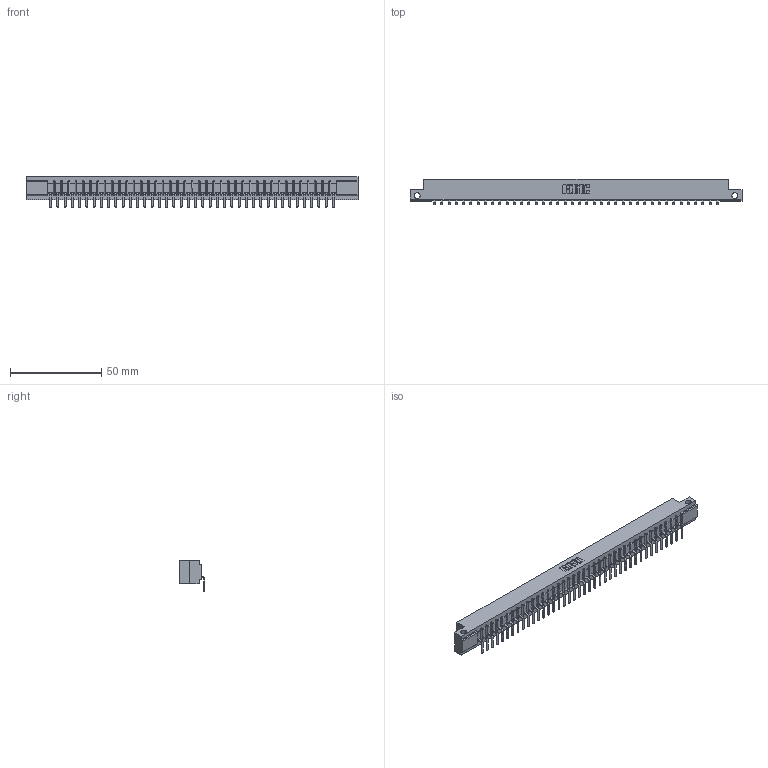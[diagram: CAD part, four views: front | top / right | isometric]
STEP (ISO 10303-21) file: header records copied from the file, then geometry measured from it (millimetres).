
FILE_DESCRIPTION (( 'STEP AP203' ), '1' );
FILE_NAME ('357-040-559-112.STEP', '2022-07-12T19:56:41', ( '' ), ( '' ), 'SwSTEP 2.0', 'SolidWorks 2020', '' );
FILE_SCHEMA (( 'CONFIG_CONTROL_DESIGN' ));
Length unit declared in the file: inch
Products named in the file (3): 307 Part_.128 Dia Side Mounting Holes; 357-040-559-112; 307-290-001_558 559 - 1 (Single)
Assembly tree (41 placements, depth 2):
  357-040-559-112
    307 Part_.128 Dia Side Mounting Holes
    307-290-001_558 559 - 1 (Single)  x40
Bounding box: 181.51 x 13.7 x 16.8 mm (x, y, z)
Volume: 18711.1 mm3; surface area: 19860.8 mm2
Topology: 41 solids, 41 shells, 2559 faces, 7283 edges, 4690 vertices
Faces by surface type: plane 1630, cylinder 847, sphere 82
Entity records: 34644 total; most frequent: CARTESIAN_POINT 5836, ORIENTED_EDGE 5822, DIRECTION 5677, EDGE_CURVE 2911, LINE 2231, VECTOR 2231, VERTEX_POINT 1882, AXIS2_PLACEMENT_3D 1723
